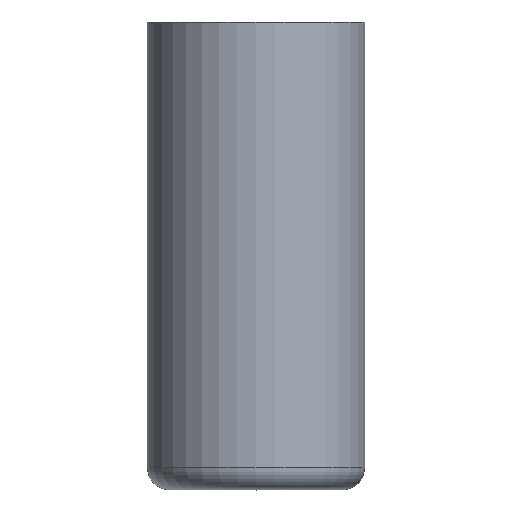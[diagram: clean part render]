
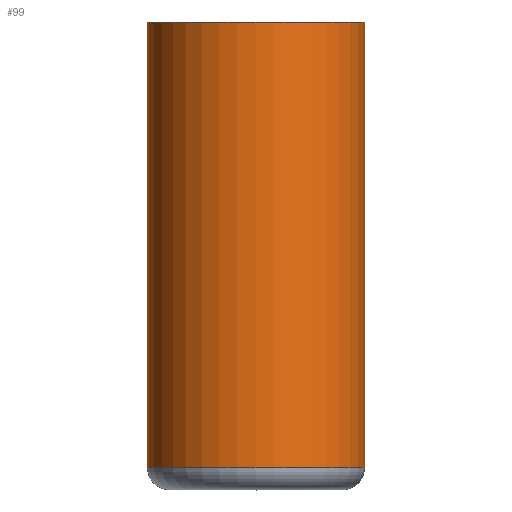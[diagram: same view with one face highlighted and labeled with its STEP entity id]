
A CAD part, top view. The second image highlights one B-rep face of the part: STEP entity #99.
In plain terms, the highlighted cylindrical face has radius 50.1 mm (diameter 100.2 mm), a full revolution.
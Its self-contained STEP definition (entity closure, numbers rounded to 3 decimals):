
#17=LINE('',#193,#20);
#20=VECTOR('',#163,50.1);
#23=CYLINDRICAL_SURFACE('',#132,50.1);
#30=FACE_OUTER_BOUND('',#38,.T.);
#38=EDGE_LOOP('',(#78,#79,#80,#81,#82));
#44=CIRCLE('',#131,50.1);
#45=CIRCLE('',#133,50.1);
#46=CIRCLE('',#134,50.1);
#53=VERTEX_POINT('',#186);
#54=VERTEX_POINT('',#189);
#55=VERTEX_POINT('',#190);
#62=EDGE_CURVE('',#53,#53,#44,.T.);
#63=EDGE_CURVE('',#54,#55,#45,.T.);
#64=EDGE_CURVE('',#55,#54,#46,.T.);
#65=EDGE_CURVE('',#55,#53,#17,.T.);
#78=ORIENTED_EDGE('',*,*,#63,.F.);
#79=ORIENTED_EDGE('',*,*,#64,.F.);
#80=ORIENTED_EDGE('',*,*,#65,.T.);
#81=ORIENTED_EDGE('',*,*,#62,.T.);
#82=ORIENTED_EDGE('',*,*,#65,.F.);
#99=ADVANCED_FACE('',(#30),#23,.T.);
#131=AXIS2_PLACEMENT_3D('',#187,#155,#156);
#132=AXIS2_PLACEMENT_3D('',#188,#157,#158);
#133=AXIS2_PLACEMENT_3D('',#191,#159,#160);
#134=AXIS2_PLACEMENT_3D('',#192,#161,#162);
#155=DIRECTION('center_axis',(0.,-1.,0.));
#156=DIRECTION('ref_axis',(1.,0.,0.));
#157=DIRECTION('center_axis',(0.,-1.,0.));
#158=DIRECTION('ref_axis',(0.,0.,1.));
#159=DIRECTION('center_axis',(0.,-1.,0.));
#160=DIRECTION('ref_axis',(1.,0.,0.));
#161=DIRECTION('center_axis',(0.,-1.,0.));
#162=DIRECTION('ref_axis',(1.,0.,0.));
#163=DIRECTION('',(0.,1.,0.));
#186=CARTESIAN_POINT('',(0.,15.,-50.1));
#187=CARTESIAN_POINT('Origin',(0.,15.,0.));
#188=CARTESIAN_POINT('Origin',(0.,-87.825,0.));
#189=CARTESIAN_POINT('',(0.,-190.65,50.1));
#190=CARTESIAN_POINT('',(0.,-190.65,-50.1));
#191=CARTESIAN_POINT('Origin',(0.,-190.65,0.));
#192=CARTESIAN_POINT('Origin',(0.,-190.65,0.));
#193=CARTESIAN_POINT('',(0.,-87.825,-50.1));
